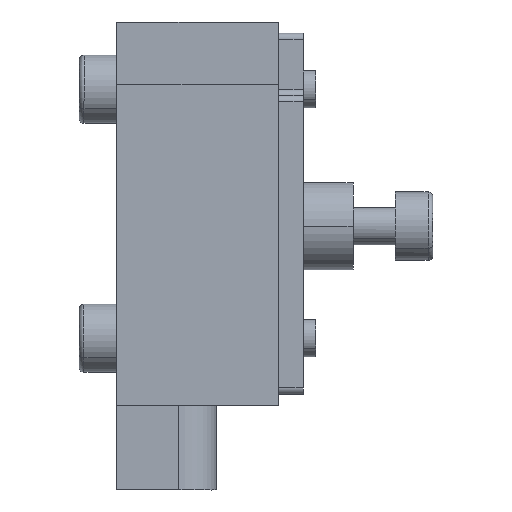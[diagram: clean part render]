
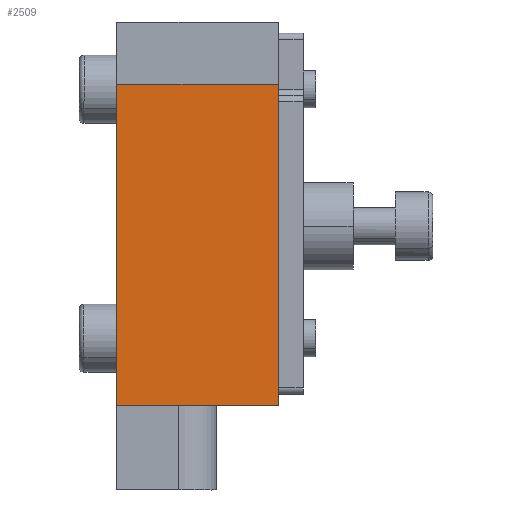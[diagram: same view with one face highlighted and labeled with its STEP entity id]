
A CAD part, left-side view. The second image highlights one B-rep face of the part: STEP entity #2509.
In plain terms, the highlighted planar face has unit normal (-1, 0, 0).
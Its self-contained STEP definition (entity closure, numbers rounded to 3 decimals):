
#1609 = PLANE('',#1610);
#1610 = AXIS2_PLACEMENT_3D('',#1611,#1612,#1613);
#1611 = CARTESIAN_POINT('',(10.497,-8.006,
    22.199));
#1612 = DIRECTION('',(0.,1.,
    0.));
#1613 = DIRECTION('',(-1.,0.,
    0.));
#1663 = PLANE('',#1664);
#1664 = AXIS2_PLACEMENT_3D('',#1665,#1666,#1667);
#1665 = CARTESIAN_POINT('',(10.497,4.994,
    22.203));
#1666 = DIRECTION('',(0.,1.,
    0.));
#1667 = DIRECTION('',(-1.,0.,
    0.));
#1849 = PLANE('',#1850);
#1850 = AXIS2_PLACEMENT_3D('',#1851,#1852,#1853);
#1851 = CARTESIAN_POINT('',(-3.506,21.961,
    32.606));
#1852 = DIRECTION('',(0.,0.,
    -1.));
#1853 = DIRECTION('',(0.,-1.,
    0.));
#2302 = PLANE('',#2303);
#2303 = AXIS2_PLACEMENT_3D('',#2304,#2305,#2306);
#2304 = CARTESIAN_POINT('',(24.499,5.,6.805)
  );
#2305 = DIRECTION('',(0.,0.,
    1.));
#2306 = DIRECTION('',(0.,1.,
    0.));
#2378 = VERTEX_POINT('',#2379);
#2379 = CARTESIAN_POINT('',(-3.5,-8.002,
    6.797));
#2400 = EDGE_CURVE('',#2401,#2378,#2403,.T.);
#2401 = VERTEX_POINT('',#2402);
#2402 = CARTESIAN_POINT('',(-3.501,4.998,6.801
    ));
#2403 = SURFACE_CURVE('',#2404,(#2408,#2415),.PCURVE_S1.);
#2404 = LINE('',#2405,#2406);
#2405 = CARTESIAN_POINT('',(-3.501,4.998,6.801
    ));
#2406 = VECTOR('',#2407,1.);
#2407 = DIRECTION('',(0.,-1.,
    0.));
#2408 = PCURVE('',#2302,#2409);
#2409 = DEFINITIONAL_REPRESENTATION('',(#2410),#2414);
#2410 = LINE('',#2411,#2412);
#2411 = CARTESIAN_POINT('',(0.,28.));
#2412 = VECTOR('',#2413,1.);
#2413 = DIRECTION('',(-1.,0.));
#2414 = ( GEOMETRIC_REPRESENTATION_CONTEXT(2)
PARAMETRIC_REPRESENTATION_CONTEXT() REPRESENTATION_CONTEXT('2D SPACE',''
  ) );
#2415 = PCURVE('',#2416,#2421);
#2416 = PLANE('',#2417);
#2417 = AXIS2_PLACEMENT_3D('',#2418,#2419,#2420);
#2418 = CARTESIAN_POINT('',(-3.506,4.989,
    37.601));
#2419 = DIRECTION('',(1.,0.,
    0.));
#2420 = DIRECTION('',(0.,0.,
    -1.));
#2421 = DEFINITIONAL_REPRESENTATION('',(#2422),#2426);
#2422 = LINE('',#2423,#2424);
#2423 = CARTESIAN_POINT('',(30.8,0.));
#2424 = VECTOR('',#2425,1.);
#2425 = DIRECTION('',(0.,-1.));
#2426 = ( GEOMETRIC_REPRESENTATION_CONTEXT(2)
PARAMETRIC_REPRESENTATION_CONTEXT() REPRESENTATION_CONTEXT('2D SPACE',''
  ) );
#2509 = ADVANCED_FACE('',(#2510),#2416,.F.);
#2510 = FACE_BOUND('',#2511,.T.);
#2511 = EDGE_LOOP('',(#2512,#2535,#2558,#2579));
#2512 = ORIENTED_EDGE('',*,*,#2513,.T.);
#2513 = EDGE_CURVE('',#2378,#2514,#2516,.T.);
#2514 = VERTEX_POINT('',#2515);
#2515 = CARTESIAN_POINT('',(-3.504,-8.01,
    32.597));
#2516 = SURFACE_CURVE('',#2517,(#2521,#2528),.PCURVE_S1.);
#2517 = LINE('',#2518,#2519);
#2518 = CARTESIAN_POINT('',(-3.505,-8.011,
    37.597));
#2519 = VECTOR('',#2520,1.);
#2520 = DIRECTION('',(0.,0.,
    1.));
#2521 = PCURVE('',#2416,#2522);
#2522 = DEFINITIONAL_REPRESENTATION('',(#2523),#2527);
#2523 = LINE('',#2524,#2525);
#2524 = CARTESIAN_POINT('',(0.,-13.));
#2525 = VECTOR('',#2526,1.);
#2526 = DIRECTION('',(-1.,0.));
#2527 = ( GEOMETRIC_REPRESENTATION_CONTEXT(2)
PARAMETRIC_REPRESENTATION_CONTEXT() REPRESENTATION_CONTEXT('2D SPACE',''
  ) );
#2528 = PCURVE('',#1609,#2529);
#2529 = DEFINITIONAL_REPRESENTATION('',(#2530),#2534);
#2530 = LINE('',#2531,#2532);
#2531 = CARTESIAN_POINT('',(14.,15.4));
#2532 = VECTOR('',#2533,1.);
#2533 = DIRECTION('',(0.,1.));
#2534 = ( GEOMETRIC_REPRESENTATION_CONTEXT(2)
PARAMETRIC_REPRESENTATION_CONTEXT() REPRESENTATION_CONTEXT('2D SPACE',''
  ) );
#2535 = ORIENTED_EDGE('',*,*,#2536,.F.);
#2536 = EDGE_CURVE('',#2537,#2514,#2539,.T.);
#2537 = VERTEX_POINT('',#2538);
#2538 = CARTESIAN_POINT('',(-3.505,4.99,
    32.601));
#2539 = SURFACE_CURVE('',#2540,(#2544,#2551),.PCURVE_S1.);
#2540 = LINE('',#2541,#2542);
#2541 = CARTESIAN_POINT('',(-3.506,21.961,
    32.606));
#2542 = VECTOR('',#2543,1.);
#2543 = DIRECTION('',(0.,-1.,
    0.));
#2544 = PCURVE('',#2416,#2545);
#2545 = DEFINITIONAL_REPRESENTATION('',(#2546),#2550);
#2546 = LINE('',#2547,#2548);
#2547 = CARTESIAN_POINT('',(5.,16.971));
#2548 = VECTOR('',#2549,1.);
#2549 = DIRECTION('',(0.,-1.));
#2550 = ( GEOMETRIC_REPRESENTATION_CONTEXT(2)
PARAMETRIC_REPRESENTATION_CONTEXT() REPRESENTATION_CONTEXT('2D SPACE',''
  ) );
#2551 = PCURVE('',#1849,#2552);
#2552 = DEFINITIONAL_REPRESENTATION('',(#2553),#2557);
#2553 = LINE('',#2554,#2555);
#2554 = CARTESIAN_POINT('',(0.,-0.));
#2555 = VECTOR('',#2556,1.);
#2556 = DIRECTION('',(1.,0.));
#2557 = ( GEOMETRIC_REPRESENTATION_CONTEXT(2)
PARAMETRIC_REPRESENTATION_CONTEXT() REPRESENTATION_CONTEXT('2D SPACE',''
  ) );
#2558 = ORIENTED_EDGE('',*,*,#2559,.F.);
#2559 = EDGE_CURVE('',#2401,#2537,#2560,.T.);
#2560 = SURFACE_CURVE('',#2561,(#2565,#2572),.PCURVE_S1.);
#2561 = LINE('',#2562,#2563);
#2562 = CARTESIAN_POINT('',(-3.506,4.989,
    37.601));
#2563 = VECTOR('',#2564,1.);
#2564 = DIRECTION('',(0.,0.,
    1.));
#2565 = PCURVE('',#2416,#2566);
#2566 = DEFINITIONAL_REPRESENTATION('',(#2567),#2571);
#2567 = LINE('',#2568,#2569);
#2568 = CARTESIAN_POINT('',(0.,0.));
#2569 = VECTOR('',#2570,1.);
#2570 = DIRECTION('',(-1.,0.));
#2571 = ( GEOMETRIC_REPRESENTATION_CONTEXT(2)
PARAMETRIC_REPRESENTATION_CONTEXT() REPRESENTATION_CONTEXT('2D SPACE',''
  ) );
#2572 = PCURVE('',#1663,#2573);
#2573 = DEFINITIONAL_REPRESENTATION('',(#2574),#2578);
#2574 = LINE('',#2575,#2576);
#2575 = CARTESIAN_POINT('',(14.,15.4));
#2576 = VECTOR('',#2577,1.);
#2577 = DIRECTION('',(0.,1.));
#2578 = ( GEOMETRIC_REPRESENTATION_CONTEXT(2)
PARAMETRIC_REPRESENTATION_CONTEXT() REPRESENTATION_CONTEXT('2D SPACE',''
  ) );
#2579 = ORIENTED_EDGE('',*,*,#2400,.T.);
